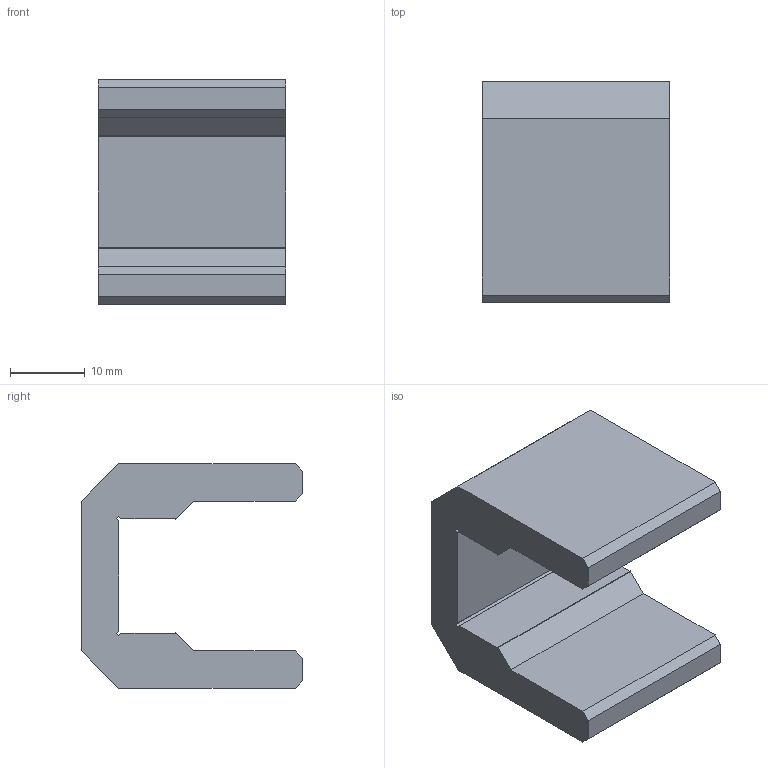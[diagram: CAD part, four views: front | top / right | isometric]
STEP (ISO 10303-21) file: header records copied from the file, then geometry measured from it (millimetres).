
FILE_DESCRIPTION(/* description */ (''),/* implementation_level */ '2;1');
FILE_NAME(/* name */ 'Localizador mgn15 2020 .step',/* time_stamp */ '2020-12-04T17:00:37+00:00',/* author */ (''),/* organization */ (''),/* preprocessor_version */ 'ST-DEVELOPER v18.1',/* originating_system */ 'Autodesk Translation Framework v9.3.0.1241',/* authorisation */ '');
FILE_SCHEMA (('AUTOMOTIVE_DESIGN { 1 0 10303 214 3 1 1 }'));
Length unit declared in the file: millimetre
Products named in the file (1): Localizador mgn15 2020
Bounding box: 25 x 29.58 x 30 mm (x, y, z)
Volume: 10073.7 mm3; surface area: 4996.6 mm2
Topology: 1 solids, 1 shells, 228 faces, 633 edges, 422 vertices
Faces by surface type: bspline 121, plane 107
Entity records: 8581 total; most frequent: CARTESIAN_POINT 3544, ORIENTED_EDGE 1266, EDGE_CURVE 633, DIRECTION 607, VERTEX_POINT 422, LINE 391, VECTOR 391, EDGE_LOOP 243
